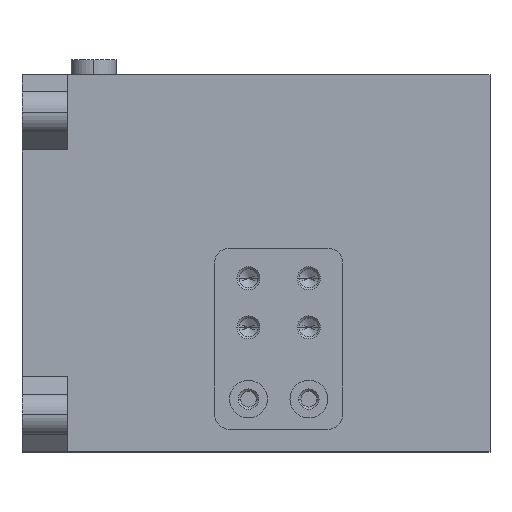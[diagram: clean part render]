
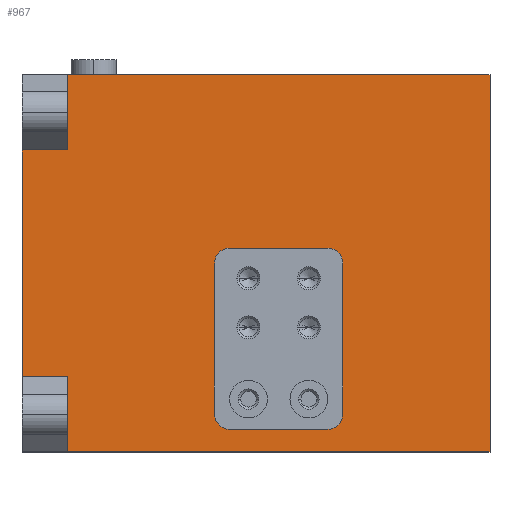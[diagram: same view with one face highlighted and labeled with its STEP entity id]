
A CAD part, top view. The second image highlights one B-rep face of the part: STEP entity #967.
In plain terms, the highlighted planar face has unit normal (0, 0, 1).
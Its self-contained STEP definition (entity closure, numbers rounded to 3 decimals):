
#26 = VECTOR ( 'NONE', #1302, 1000. ) ;
#61 = LINE ( 'NONE', #881, #26 ) ;
#71 = ORIENTED_EDGE ( 'NONE', *, *, #2693, .F. ) ;
#83 = LINE ( 'NONE', #1819, #2289 ) ;
#113 = EDGE_CURVE ( 'NONE', #2765, #955, #777, .T. ) ;
#164 = VECTOR ( 'NONE', #491, 1000. ) ;
#167 = LINE ( 'NONE', #1321, #819 ) ;
#226 = ORIENTED_EDGE ( 'NONE', *, *, #1882, .F. ) ;
#229 = DIRECTION ( 'NONE',  ( 1., 0., 0. ) ) ;
#234 = CARTESIAN_POINT ( 'NONE',  ( 31., -25., 50. ) ) ;
#237 = CARTESIAN_POINT ( 'NONE',  ( 25., 25., 50. ) ) ;
#285 = CARTESIAN_POINT ( 'NONE',  ( 66.5, -21., 50. ) ) ;
#299 = EDGE_LOOP ( 'NONE', ( #2602, #2536, #2467, #226 ) ) ;
#397 = LINE ( 'NONE', #1736, #1354 ) ;
#403 = EDGE_CURVE ( 'NONE', #2765, #634, #83, .T. ) ;
#412 = FACE_OUTER_BOUND ( 'NONE', #713, .T. ) ;
#419 = ORIENTED_EDGE ( 'NONE', *, *, #403, .T. ) ;
#425 = VERTEX_POINT ( 'NONE', #1611 ) ;
#430 = VECTOR ( 'NONE', #871, 1000. ) ;
#431 = VERTEX_POINT ( 'NONE', #2221 ) ;
#458 = ORIENTED_EDGE ( 'NONE', *, *, #2298, .T. ) ;
#491 = DIRECTION ( 'NONE',  ( -1., 0., 0. ) ) ;
#497 = LINE ( 'NONE', #237, #2568 ) ;
#522 = CARTESIAN_POINT ( 'NONE',  ( 31., 25., 50. ) ) ;
#537 = DIRECTION ( 'NONE',  ( -1., 0., 0. ) ) ;
#605 = ORIENTED_EDGE ( 'NONE', *, *, #2414, .T. ) ;
#618 = DIRECTION ( 'NONE',  ( 0., 1., 0. ) ) ;
#634 = VERTEX_POINT ( 'NONE', #1681 ) ;
#638 = EDGE_CURVE ( 'NONE', #2570, #1225, #1890, .T. ) ;
#639 = ORIENTED_EDGE ( 'NONE', *, *, #1841, .F. ) ;
#713 = EDGE_LOOP ( 'NONE', ( #71, #2100, #639, #2513, #605, #458, #933, #419 ) ) ;
#737 = CARTESIAN_POINT ( 'NONE',  ( 87., 25., 50. ) ) ;
#748 = CARTESIAN_POINT ( 'NONE',  ( 87., 25., 50. ) ) ;
#776 = CARTESIAN_POINT ( 'NONE',  ( 31., -15., 50. ) ) ;
#777 = LINE ( 'NONE', #2126, #1836 ) ;
#819 = VECTOR ( 'NONE', #1365, 1000. ) ;
#871 = DIRECTION ( 'NONE',  ( 1., 0., 0. ) ) ;
#881 = CARTESIAN_POINT ( 'NONE',  ( 31., -25., 50. ) ) ;
#933 = ORIENTED_EDGE ( 'NONE', *, *, #113, .F. ) ;
#955 = VERTEX_POINT ( 'NONE', #522 ) ;
#967 = ADVANCED_FACE ( 'NONE', ( #1339, #412 ), #2429, .T. ) ;
#1000 = CARTESIAN_POINT ( 'NONE',  ( 31., 15., 50. ) ) ;
#1023 = VECTOR ( 'NONE', #1656, 1000. ) ;
#1088 = LINE ( 'NONE', #2581, #430 ) ;
#1225 = VERTEX_POINT ( 'NONE', #1809 ) ;
#1302 = DIRECTION ( 'NONE',  ( 0., 1., 0. ) ) ;
#1311 = DIRECTION ( 'NONE',  ( -1., 0., 0. ) ) ;
#1321 = CARTESIAN_POINT ( 'NONE',  ( 51.5, 1., 50. ) ) ;
#1339 = FACE_BOUND ( 'NONE', #299, .T. ) ;
#1345 = CARTESIAN_POINT ( 'NONE',  ( 51.5, 1., 50. ) ) ;
#1354 = VECTOR ( 'NONE', #1311, 1000. ) ;
#1360 = VERTEX_POINT ( 'NONE', #737 ) ;
#1365 = DIRECTION ( 'NONE',  ( 0., -1., 0. ) ) ;
#1374 = CARTESIAN_POINT ( 'NONE',  ( 87., 25., 50. ) ) ;
#1402 = DIRECTION ( 'NONE',  ( 1., 0., 0. ) ) ;
#1432 = LINE ( 'NONE', #1452, #1584 ) ;
#1452 = CARTESIAN_POINT ( 'NONE',  ( 31., -15., 50. ) ) ;
#1535 = EDGE_CURVE ( 'NONE', #425, #2767, #1432, .T. ) ;
#1574 = LINE ( 'NONE', #2276, #1023 ) ;
#1584 = VECTOR ( 'NONE', #229, 1000. ) ;
#1611 = CARTESIAN_POINT ( 'NONE',  ( 25., -15., 50. ) ) ;
#1636 = CARTESIAN_POINT ( 'NONE',  ( 51.5, -21., 50. ) ) ;
#1656 = DIRECTION ( 'NONE',  ( 0., 1., 0. ) ) ;
#1681 = CARTESIAN_POINT ( 'NONE',  ( 25., 15., 50. ) ) ;
#1736 = CARTESIAN_POINT ( 'NONE',  ( 51.5, 1., 50. ) ) ;
#1809 = CARTESIAN_POINT ( 'NONE',  ( 66.5, 1., 50. ) ) ;
#1819 = CARTESIAN_POINT ( 'NONE',  ( 31., 15., 50. ) ) ;
#1836 = VECTOR ( 'NONE', #2335, 1000. ) ;
#1841 = EDGE_CURVE ( 'NONE', #2233, #2767, #61, .T. ) ;
#1872 = LINE ( 'NONE', #1374, #164 ) ;
#1882 = EDGE_CURVE ( 'NONE', #1972, #2570, #1088, .T. ) ;
#1890 = LINE ( 'NONE', #2514, #2182 ) ;
#1944 = DIRECTION ( 'NONE',  ( 0., 1., 0. ) ) ;
#1972 = VERTEX_POINT ( 'NONE', #1636 ) ;
#2100 = ORIENTED_EDGE ( 'NONE', *, *, #1535, .T. ) ;
#2126 = CARTESIAN_POINT ( 'NONE',  ( 31., -25., 50. ) ) ;
#2142 = DIRECTION ( 'NONE',  ( -1., 0., 0. ) ) ;
#2182 = VECTOR ( 'NONE', #618, 1000. ) ;
#2221 = CARTESIAN_POINT ( 'NONE',  ( 87., -25., 50. ) ) ;
#2233 = VERTEX_POINT ( 'NONE', #234 ) ;
#2258 = EDGE_CURVE ( 'NONE', #2653, #1972, #167, .T. ) ;
#2276 = CARTESIAN_POINT ( 'NONE',  ( 87., 25., 50. ) ) ;
#2289 = VECTOR ( 'NONE', #537, 1000. ) ;
#2297 = VECTOR ( 'NONE', #2142, 1000. ) ;
#2298 = EDGE_CURVE ( 'NONE', #1360, #955, #1872, .T. ) ;
#2326 = LINE ( 'NONE', #2565, #2297 ) ;
#2335 = DIRECTION ( 'NONE',  ( 0., 1., 0. ) ) ;
#2414 = EDGE_CURVE ( 'NONE', #431, #1360, #1574, .T. ) ;
#2429 = PLANE ( 'NONE',  #2754 ) ;
#2467 = ORIENTED_EDGE ( 'NONE', *, *, #638, .F. ) ;
#2513 = ORIENTED_EDGE ( 'NONE', *, *, #2732, .F. ) ;
#2514 = CARTESIAN_POINT ( 'NONE',  ( 66.5, 1., 50. ) ) ;
#2536 = ORIENTED_EDGE ( 'NONE', *, *, #2711, .F. ) ;
#2565 = CARTESIAN_POINT ( 'NONE',  ( 87., -25., 50. ) ) ;
#2568 = VECTOR ( 'NONE', #1944, 1000. ) ;
#2570 = VERTEX_POINT ( 'NONE', #285 ) ;
#2581 = CARTESIAN_POINT ( 'NONE',  ( 51.5, -21., 50. ) ) ;
#2602 = ORIENTED_EDGE ( 'NONE', *, *, #2258, .F. ) ;
#2652 = DIRECTION ( 'NONE',  ( 0., 0., 1. ) ) ;
#2653 = VERTEX_POINT ( 'NONE', #1345 ) ;
#2693 = EDGE_CURVE ( 'NONE', #425, #634, #497, .T. ) ;
#2711 = EDGE_CURVE ( 'NONE', #1225, #2653, #397, .T. ) ;
#2732 = EDGE_CURVE ( 'NONE', #431, #2233, #2326, .T. ) ;
#2754 = AXIS2_PLACEMENT_3D ( 'NONE', #748, #2652, #1402 ) ;
#2765 = VERTEX_POINT ( 'NONE', #1000 ) ;
#2767 = VERTEX_POINT ( 'NONE', #776 ) ;
